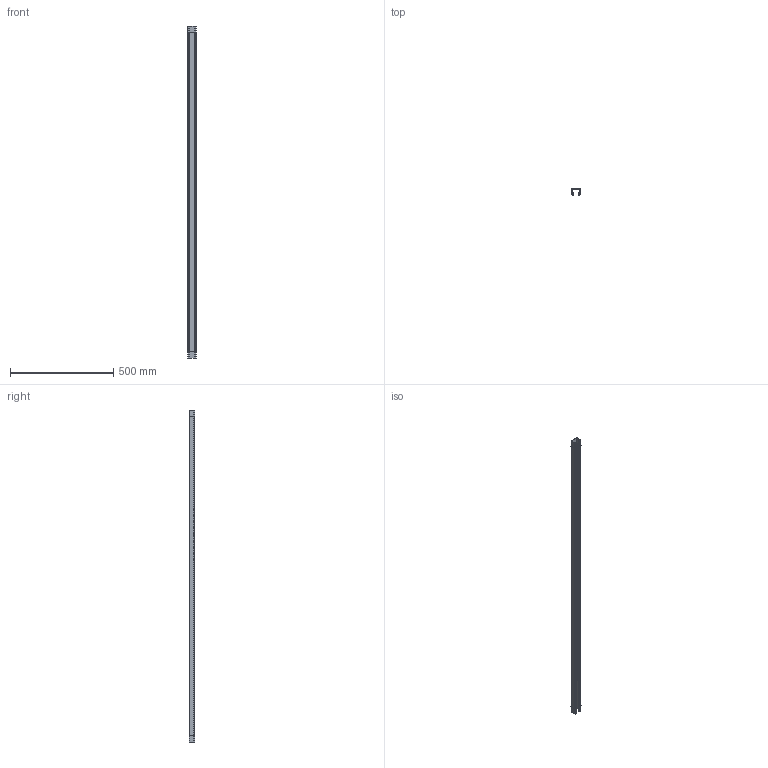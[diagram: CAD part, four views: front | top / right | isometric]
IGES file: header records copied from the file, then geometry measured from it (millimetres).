
Start section:  PTC IGES file: 215065.igs
Global section: file name: 215065.igs; native system: Creo Parametric by PTC Inc.; preprocessor: 2018300; author: pdmadmin; organization: Unknown; date: 20191121.114110; units: millimetre
Bounding box: 40.79 x 28.91 x 1604.72 mm (x, y, z)
Volume: 283334.3 mm3; surface area: 1468004.9 mm2
Topology: 3 solids, 3 shells, 68 faces, 280 edges, 328 vertices
Faces by surface type: bspline 60, revolution 8
